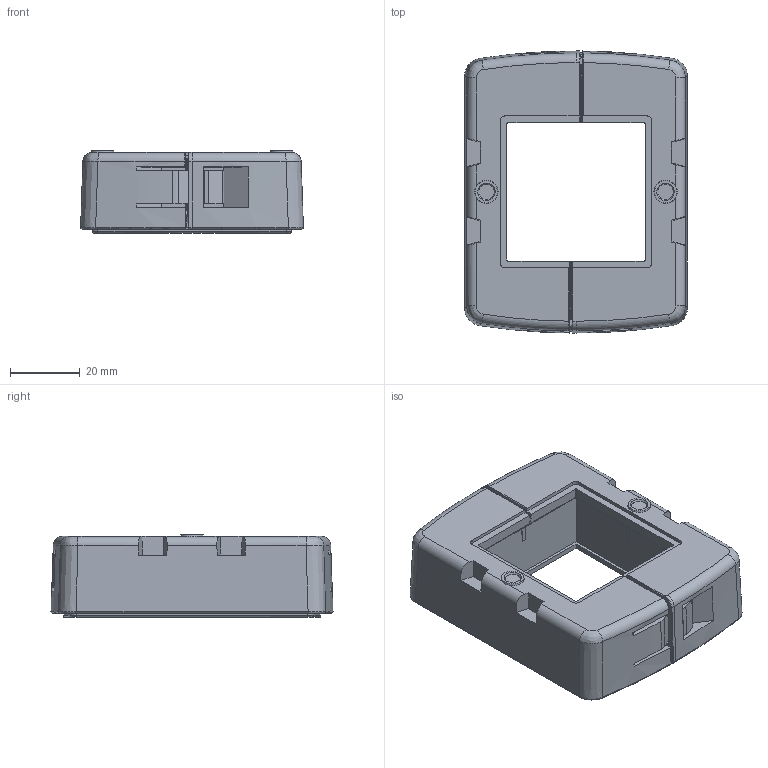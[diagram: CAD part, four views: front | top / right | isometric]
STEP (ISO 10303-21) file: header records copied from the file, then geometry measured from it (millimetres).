
FILE_DESCRIPTION(('CATIA V5 STEP Exchange','CAx-IF Rec.Pracs.--- Model Styling and Organization---1.4--- 2014-01-23'),'2;1');
FILE_NAME ('1469342-4_2_2891450000_2891450000.stp','2024-03-13T06:21:17+00:00',('none'),('Weidmueller'),'CATIA Version 5-6 Release 2016 SP3 HF44','CATIA V5 STEP AP214','none');
FILE_SCHEMA(('AUTOMOTIVE_DESIGN { 1 0 10303 214 1 1 1 1 }'));
Products named in the file (1): 2891450000
Bounding box: 63.96 x 80.95 x 23.7 mm (x, y, z)
Volume: 56416.1 mm3; surface area: 34337.4 mm2
Topology: 1 solids, 5 shells, 1349 faces, 3864 edges, 2549 vertices
Faces by surface type: plane 876, cylinder 144, bspline 144, cone 64, torus 64, extrusion 53, sphere 4
Entity records: 48988 total; most frequent: CARTESIAN_POINT 14799, ORIENTED_EDGE 7720, DIRECTION 5313, EDGE_CURVE 3860, VECTOR 2700, LINE 2647, VERTEX_POINT 2549, AXIS2_PLACEMENT_3D 1474
